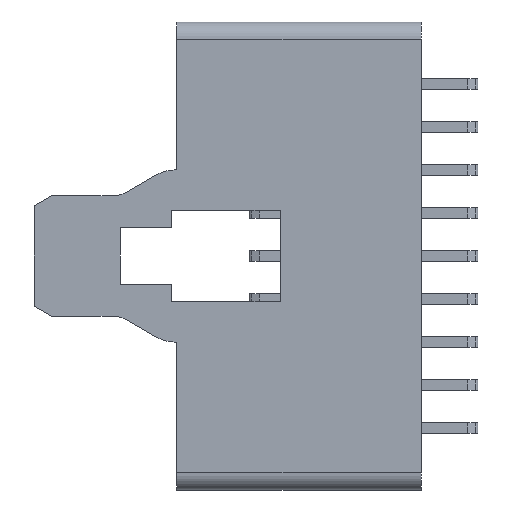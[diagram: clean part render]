
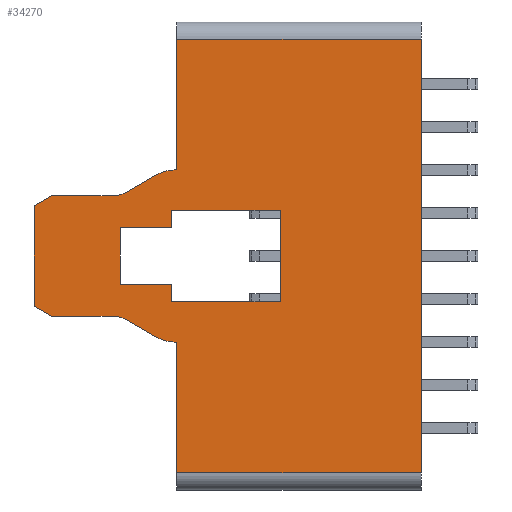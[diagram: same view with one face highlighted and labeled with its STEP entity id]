
A CAD part, left-side view. The second image highlights one B-rep face of the part: STEP entity #34270.
In plain terms, the highlighted planar face has unit normal (-1, 0, 0).
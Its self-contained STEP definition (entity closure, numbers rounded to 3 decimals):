
#3020=CARTESIAN_POINT('',(54.957,74.027,-26.2));
#3030=VERTEX_POINT('',#3020);
#3080=CARTESIAN_POINT('',(54.957,74.027,0.));
#3090=DIRECTION('',(0.,0.,1.));
#3100=VECTOR('',#3090,1.);
#3110=LINE('',#3080,#3100);
#3120=CARTESIAN_POINT('',(54.957,74.027,-1.));
#3130=VERTEX_POINT('',#3120);
#3140=EDGE_CURVE('',#3030,#3130,#3110,.T.);
#21600=CARTESIAN_POINT('',(54.957,0.,-69.943));
#21610=DIRECTION('',(0.,0.866,0.5));
#21620=VECTOR('',#21610,1.);
#21630=LINE('',#21600,#21620);
#21640=CARTESIAN_POINT('',(54.957,89.393,-18.332)
);
#21650=VERTEX_POINT('',#21640);
#21660=CARTESIAN_POINT('',(54.957,91.179,-17.301)
);
#21670=VERTEX_POINT('',#21660);
#21680=EDGE_CURVE('',#21650,#21670,#21630,.T.);
#22130=CARTESIAN_POINT('',(54.957,91.929,-17.1));
#22140=VERTEX_POINT('',#22130);
#22170=CARTESIAN_POINT('',(54.957,91.929,-18.6));
#22180=DIRECTION('',(-1.,0.,0.));
#22190=DIRECTION('',(0.,1.,0.));
#22200=AXIS2_PLACEMENT_3D('',#22170,#22180,#22190);
#22210=CIRCLE('',#22200,1.5);
#22220=EDGE_CURVE('',#21670,#22140,#22210,.T.);
#22330=CARTESIAN_POINT('',(54.957,0.,-17.1));
#22340=DIRECTION('',(0.,1.,0.));
#22350=VECTOR('',#22340,1.);
#22360=LINE('',#22330,#22350);
#22370=CARTESIAN_POINT('',(54.957,95.527,-17.1));
#22380=VERTEX_POINT('',#22370);
#22390=EDGE_CURVE('',#22140,#22380,#22360,.T.);
#23280=CARTESIAN_POINT('',(54.957,1.,-1.));
#23290=DIRECTION('',(0.,-1.,0.));
#23300=VECTOR('',#23290,1.);
#23310=LINE('',#23280,#23300);
#23320=CARTESIAN_POINT('',(54.957,88.227,-1.));
#23330=VERTEX_POINT('',#23320);
#23340=EDGE_CURVE('',#23330,#3130,#23310,.T.);
#23920=CARTESIAN_POINT('',(54.957,88.227,0.));
#23930=DIRECTION('',(0.,0.,-1.));
#23940=VECTOR('',#23930,1.);
#23950=LINE('',#23920,#23940);
#23960=CARTESIAN_POINT('',(54.957,88.227,-8.6));
#23970=VERTEX_POINT('',#23960);
#23980=EDGE_CURVE('',#23330,#23970,#23950,.T.);
#24220=CARTESIAN_POINT('',(54.957,0.,-8.6));
#24230=DIRECTION('',(0.,-1.,0.));
#24240=VECTOR('',#24230,1.);
#24250=LINE('',#24220,#24240);
#24260=CARTESIAN_POINT('',(54.957,88.393,-8.6));
#24270=VERTEX_POINT('',#24260);
#24280=EDGE_CURVE('',#24270,#23970,#24250,.T.);
#25770=CARTESIAN_POINT('',(54.957,0.,45.052));
#25780=DIRECTION('',(0.,0.866,-0.5));
#25790=VECTOR('',#25780,1.);
#25800=LINE('',#25770,#25790);
#25810=CARTESIAN_POINT('',(54.957,95.527,-10.1));
#25820=VERTEX_POINT('',#25810);
#25830=CARTESIAN_POINT('',(54.957,96.527,-10.677));
#25840=VERTEX_POINT('',#25830);
#25850=EDGE_CURVE('',#25820,#25840,#25800,.T.);
#26100=CARTESIAN_POINT('',(54.957,96.527,0.));
#26110=DIRECTION('',(0.,0.,-1.));
#26120=VECTOR('',#26110,1.);
#26130=LINE('',#26100,#26120);
#26140=CARTESIAN_POINT('',(54.957,96.527,-16.523));
#26150=VERTEX_POINT('',#26140);
#26160=EDGE_CURVE('',#25840,#26150,#26130,.T.);
#26340=CARTESIAN_POINT('',(54.957,0.,-72.252));
#26350=DIRECTION('',(0.,-0.866,-0.5));
#26360=VECTOR('',#26350,1.);
#26370=LINE('',#26340,#26360);
#26380=EDGE_CURVE('',#26150,#22380,#26370,.T.);
#26490=CARTESIAN_POINT('',(54.957,0.,-10.1));
#26500=DIRECTION('',(0.,-1.,0.));
#26510=VECTOR('',#26500,1.);
#26520=LINE('',#26490,#26510);
#26530=CARTESIAN_POINT('',(54.957,91.929,-10.1));
#26540=VERTEX_POINT('',#26530);
#26550=EDGE_CURVE('',#25820,#26540,#26520,.T.);
#26800=CARTESIAN_POINT('',(54.957,0.,42.743));
#26810=DIRECTION('',(0.,-0.866,0.5));
#26820=VECTOR('',#26810,1.);
#26830=LINE('',#26800,#26820);
#26840=CARTESIAN_POINT('',(54.957,91.179,-9.899)
);
#26850=VERTEX_POINT('',#26840);
#26860=CARTESIAN_POINT('',(54.957,89.393,-8.868)
);
#26870=VERTEX_POINT('',#26860);
#26880=EDGE_CURVE('',#26850,#26870,#26830,.T.);
#27280=CARTESIAN_POINT('',(54.957,91.929,-8.6));
#27290=DIRECTION('',(1.,0.,0.));
#27300=DIRECTION('',(0.,-1.,0.));
#27310=AXIS2_PLACEMENT_3D('',#27280,#27290,#27300);
#27320=CIRCLE('',#27310,1.5);
#27330=EDGE_CURVE('',#26850,#26540,#27320,.T.);
#27520=CARTESIAN_POINT('',(54.957,88.393,-10.6));
#27530=DIRECTION('',(1.,0.,0.));
#27540=DIRECTION('',(0.,-1.,0.));
#27550=AXIS2_PLACEMENT_3D('',#27520,#27530,#27540);
#27560=CIRCLE('',#27550,2.);
#27570=EDGE_CURVE('',#26870,#24270,#27560,.T.);
#33090=CARTESIAN_POINT('',(54.957,74.027,-26.1));
#33100=DIRECTION('',(-1.,0.,0.));
#33110=DIRECTION('',(0.,0.,1.));
#33120=AXIS2_PLACEMENT_3D('',#33090,#33100,#33110);
#33130=PLANE('',#33120);
#33140=CARTESIAN_POINT('',(54.957,0.,-16.25));
#33150=DIRECTION('',(0.,-1.,0.));
#33160=VECTOR('',#33150,1.);
#33170=LINE('',#33140,#33160);
#33180=CARTESIAN_POINT('',(54.957,88.527,-16.25));
#33190=VERTEX_POINT('',#33180);
#33200=CARTESIAN_POINT('',(54.957,82.227,-16.25));
#33210=VERTEX_POINT('',#33200);
#33220=EDGE_CURVE('',#33190,#33210,#33170,.T.);
#33230=ORIENTED_EDGE('',*,*,#33220,.F.);
#33240=CARTESIAN_POINT('',(54.957,82.227,0.));
#33250=DIRECTION('',(0.,0.,1.));
#33260=VECTOR('',#33250,1.);
#33270=LINE('',#33240,#33260);
#33280=CARTESIAN_POINT('',(54.957,82.227,-10.95));
#33290=VERTEX_POINT('',#33280);
#33300=EDGE_CURVE('',#33210,#33290,#33270,.T.);
#33310=ORIENTED_EDGE('',*,*,#33300,.F.);
#33320=CARTESIAN_POINT('',(54.957,0.,-10.95));
#33330=DIRECTION('',(0.,1.,0.));
#33340=VECTOR('',#33330,1.);
#33350=LINE('',#33320,#33340);
#33360=CARTESIAN_POINT('',(54.957,88.527,-10.95));
#33370=VERTEX_POINT('',#33360);
#33380=EDGE_CURVE('',#33290,#33370,#33350,.T.);
#33390=ORIENTED_EDGE('',*,*,#33380,.F.);
#33400=CARTESIAN_POINT('',(54.957,88.527,0.));
#33410=DIRECTION('',(0.,0.,-1.));
#33420=VECTOR('',#33410,1.);
#33430=LINE('',#33400,#33420);
#33440=CARTESIAN_POINT('',(54.957,88.527,-11.95));
#33450=VERTEX_POINT('',#33440);
#33460=EDGE_CURVE('',#33370,#33450,#33430,.T.);
#33470=ORIENTED_EDGE('',*,*,#33460,.F.);
#33480=CARTESIAN_POINT('',(54.957,0.,-11.95));
#33490=DIRECTION('',(0.,1.,0.));
#33500=VECTOR('',#33490,1.);
#33510=LINE('',#33480,#33500);
#33520=CARTESIAN_POINT('',(54.957,91.527,-11.95));
#33530=VERTEX_POINT('',#33520);
#33540=EDGE_CURVE('',#33450,#33530,#33510,.T.);
#33550=ORIENTED_EDGE('',*,*,#33540,.F.);
#33560=CARTESIAN_POINT('',(54.957,91.527,0.));
#33570=DIRECTION('',(0.,0.,-1.));
#33580=VECTOR('',#33570,1.);
#33590=LINE('',#33560,#33580);
#33600=CARTESIAN_POINT('',(54.957,91.527,-15.25));
#33610=VERTEX_POINT('',#33600);
#33620=EDGE_CURVE('',#33530,#33610,#33590,.T.);
#33630=ORIENTED_EDGE('',*,*,#33620,.F.);
#33640=CARTESIAN_POINT('',(54.957,0.,-15.25));
#33650=DIRECTION('',(0.,-1.,0.));
#33660=VECTOR('',#33650,1.);
#33670=LINE('',#33640,#33660);
#33680=CARTESIAN_POINT('',(54.957,88.527,-15.25));
#33690=VERTEX_POINT('',#33680);
#33700=EDGE_CURVE('',#33610,#33690,#33670,.T.);
#33710=ORIENTED_EDGE('',*,*,#33700,.F.);
#33720=CARTESIAN_POINT('',(54.957,88.527,0.));
#33730=DIRECTION('',(0.,0.,-1.));
#33740=VECTOR('',#33730,1.);
#33750=LINE('',#33720,#33740);
#33760=EDGE_CURVE('',#33690,#33190,#33750,.T.);
#33770=ORIENTED_EDGE('',*,*,#33760,.F.);
#33780=EDGE_LOOP('',(#33770,#33710,#33630,#33550,#33470,#33390,#33310,
#33230));
#33790=FACE_BOUND('',#33780,.T.);
#33800=ORIENTED_EDGE('',*,*,#21680,.F.);
#33810=ORIENTED_EDGE('',*,*,#22220,.F.);
#33820=ORIENTED_EDGE('',*,*,#22390,.F.);
#33830=ORIENTED_EDGE('',*,*,#26380,.T.);
#33840=ORIENTED_EDGE('',*,*,#26160,.T.);
#33850=ORIENTED_EDGE('',*,*,#25850,.T.);
#33860=ORIENTED_EDGE('',*,*,#26550,.F.);
#33870=ORIENTED_EDGE('',*,*,#27330,.T.);
#33880=ORIENTED_EDGE('',*,*,#26880,.F.);
#33890=ORIENTED_EDGE('',*,*,#27570,.F.);
#33900=ORIENTED_EDGE('',*,*,#24280,.F.);
#33910=ORIENTED_EDGE('',*,*,#23980,.T.);
#33920=ORIENTED_EDGE('',*,*,#23340,.F.);
#33930=ORIENTED_EDGE('',*,*,#3140,.T.);
#33940=CARTESIAN_POINT('',(54.957,1.,-26.2));
#33950=DIRECTION('',(0.,-1.,0.));
#33960=VECTOR('',#33950,1.);
#33970=LINE('',#33940,#33960);
#33980=CARTESIAN_POINT('',(54.957,88.227,-26.2));
#33990=VERTEX_POINT('',#33980);
#34000=EDGE_CURVE('',#33990,#3030,#33970,.T.);
#34010=ORIENTED_EDGE('',*,*,#34000,.T.);
#34020=CARTESIAN_POINT('',(54.957,88.227,0.));
#34030=DIRECTION('',(0.,0.,-1.));
#34040=VECTOR('',#34030,1.);
#34050=LINE('',#34020,#34040);
#34060=CARTESIAN_POINT('',(54.957,88.227,-18.6));
#34070=VERTEX_POINT('',#34060);
#34080=EDGE_CURVE('',#34070,#33990,#34050,.T.);
#34090=ORIENTED_EDGE('',*,*,#34080,.T.);
#34100=CARTESIAN_POINT('',(54.957,0.,-18.6));
#34110=DIRECTION('',(0.,1.,0.));
#34120=VECTOR('',#34110,1.);
#34130=LINE('',#34100,#34120);
#34140=CARTESIAN_POINT('',(54.957,88.393,-18.6));
#34150=VERTEX_POINT('',#34140);
#34160=EDGE_CURVE('',#34070,#34150,#34130,.T.);
#34170=ORIENTED_EDGE('',*,*,#34160,.F.);
#34180=CARTESIAN_POINT('',(54.957,88.393,-16.6));
#34190=DIRECTION('',(1.,0.,0.));
#34200=DIRECTION('',(0.,-1.,0.));
#34210=AXIS2_PLACEMENT_3D('',#34180,#34190,#34200);
#34220=CIRCLE('',#34210,2.);
#34230=EDGE_CURVE('',#34150,#21650,#34220,.T.);
#34240=ORIENTED_EDGE('',*,*,#34230,.F.);
#34250=EDGE_LOOP('',(#34240,#34170,#34090,#34010,#33930,#33920,#33910,
#33900,#33890,#33880,#33870,#33860,#33850,#33840,#33830,#33820,#33810,
#33800));
#34260=FACE_OUTER_BOUND('',#34250,.T.);
#34270=ADVANCED_FACE('',(#33790,#34260),#33130,.T.);
